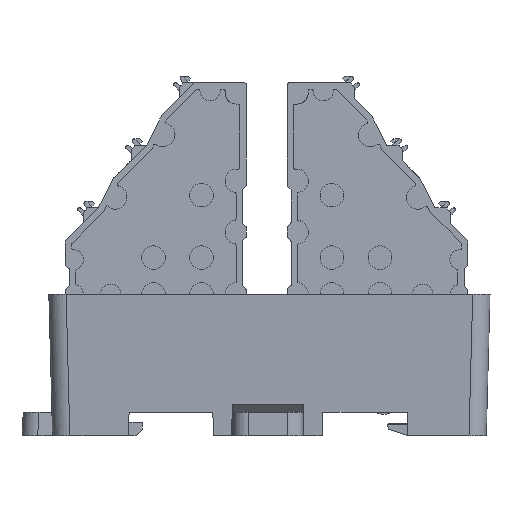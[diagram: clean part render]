
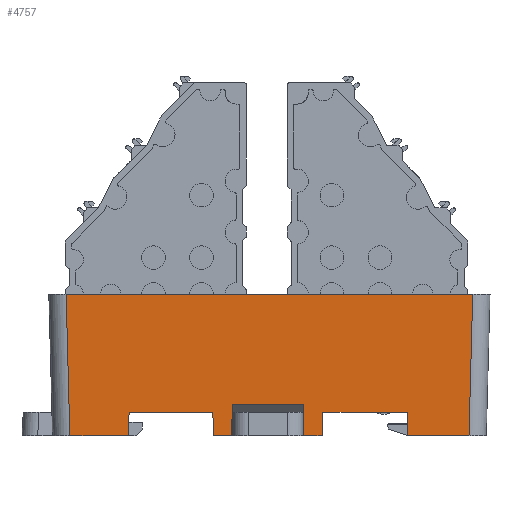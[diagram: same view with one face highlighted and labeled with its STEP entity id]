
A CAD part, left-side view. The second image highlights one B-rep face of the part: STEP entity #4757.
In plain terms, the highlighted planar face has unit normal (-1, 0, -0.026).
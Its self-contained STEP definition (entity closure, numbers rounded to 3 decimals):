
#3000=FACE_OUTER_BOUND('',#8787,.T.);
#4757=ADVANCED_FACE('',(#3000),#6571,.T.);
#6571=PLANE('',#36587);
#8787=EDGE_LOOP('',(#11192,#11193,#11194,#11195,#11196,#11197,#11198,#11199,
#11200,#11201,#11202,#11203,#11204,#11205,#11206,#11207));
#11192=ORIENTED_EDGE('',*,*,#24793,.T.);
#11193=ORIENTED_EDGE('',*,*,#24778,.T.);
#11194=ORIENTED_EDGE('',*,*,#24794,.T.);
#11195=ORIENTED_EDGE('',*,*,#24795,.T.);
#11196=ORIENTED_EDGE('',*,*,#24796,.T.);
#11197=ORIENTED_EDGE('',*,*,#24797,.F.);
#11198=ORIENTED_EDGE('',*,*,#24798,.T.);
#11199=ORIENTED_EDGE('',*,*,#24799,.T.);
#11200=ORIENTED_EDGE('',*,*,#24800,.F.);
#11201=ORIENTED_EDGE('',*,*,#24704,.T.);
#11202=ORIENTED_EDGE('',*,*,#24801,.F.);
#11203=ORIENTED_EDGE('',*,*,#24802,.T.);
#11204=ORIENTED_EDGE('',*,*,#24803,.F.);
#11205=ORIENTED_EDGE('',*,*,#24804,.T.);
#11206=ORIENTED_EDGE('',*,*,#24805,.F.);
#11207=ORIENTED_EDGE('',*,*,#24806,.T.);
#21188=VERTEX_POINT('',#48434);
#21189=VERTEX_POINT('',#48435);
#21251=VERTEX_POINT('',#48585);
#21252=VERTEX_POINT('',#48587);
#21266=VERTEX_POINT('',#48617);
#21267=VERTEX_POINT('',#48619);
#21268=VERTEX_POINT('',#48621);
#21269=VERTEX_POINT('',#48623);
#21270=VERTEX_POINT('',#48625);
#21271=VERTEX_POINT('',#48627);
#21272=VERTEX_POINT('',#48629);
#21273=VERTEX_POINT('',#48632);
#21274=VERTEX_POINT('',#48634);
#21275=VERTEX_POINT('',#48636);
#21276=VERTEX_POINT('',#48638);
#21277=VERTEX_POINT('',#48640);
#24704=EDGE_CURVE('',#21188,#21189,#29806,.T.);
#24778=EDGE_CURVE('',#21252,#21251,#29878,.T.);
#24793=EDGE_CURVE('',#21266,#21252,#29893,.T.);
#24794=EDGE_CURVE('',#21251,#21267,#29894,.T.);
#24795=EDGE_CURVE('',#21267,#21268,#29895,.T.);
#24796=EDGE_CURVE('',#21268,#21269,#29896,.T.);
#24797=EDGE_CURVE('',#21270,#21269,#29897,.T.);
#24798=EDGE_CURVE('',#21270,#21271,#29898,.T.);
#24799=EDGE_CURVE('',#21271,#21272,#29899,.T.);
#24800=EDGE_CURVE('',#21188,#21272,#29900,.T.);
#24801=EDGE_CURVE('',#21273,#21189,#29901,.T.);
#24802=EDGE_CURVE('',#21273,#21274,#29902,.T.);
#24803=EDGE_CURVE('',#21275,#21274,#29903,.T.);
#24804=EDGE_CURVE('',#21275,#21276,#29904,.T.);
#24805=EDGE_CURVE('',#21277,#21276,#29905,.T.);
#24806=EDGE_CURVE('',#21277,#21266,#29906,.T.);
#29806=LINE('',#48433,#33215);
#29878=LINE('',#48586,#33287);
#29893=LINE('',#48616,#33302);
#29894=LINE('',#48618,#33303);
#29895=LINE('',#48620,#33304);
#29896=LINE('',#48622,#33305);
#29897=LINE('',#48624,#33306);
#29898=LINE('',#48626,#33307);
#29899=LINE('',#48628,#33308);
#29900=LINE('',#48630,#33309);
#29901=LINE('',#48631,#33310);
#29902=LINE('',#48633,#33311);
#29903=LINE('',#48635,#33312);
#29904=LINE('',#48637,#33313);
#29905=LINE('',#48639,#33314);
#29906=LINE('',#48641,#33315);
#33215=VECTOR('',#39429,1.);
#33287=VECTOR('',#39535,1.);
#33302=VECTOR('',#39552,1.);
#33303=VECTOR('',#39553,1.);
#33304=VECTOR('',#39554,1.);
#33305=VECTOR('',#39555,1.);
#33306=VECTOR('',#39556,1.);
#33307=VECTOR('',#39557,1.);
#33308=VECTOR('',#39558,1.);
#33309=VECTOR('',#39559,1.);
#33310=VECTOR('',#39560,1.);
#33311=VECTOR('',#39561,1.);
#33312=VECTOR('',#39562,1.);
#33313=VECTOR('',#39563,1.);
#33314=VECTOR('',#39564,1.);
#33315=VECTOR('',#39565,1.);
#36587=AXIS2_PLACEMENT_3D('',#48642,#39566,#39567);
#39429=DIRECTION('',(0.,-1.,0.));
#39535=DIRECTION('',(0.,-1.,0.));
#39552=DIRECTION('',(-0.026,-0.035,0.999));
#39553=DIRECTION('',(0.026,-0.017,-1.));
#39554=DIRECTION('',(0.,-1.,0.));
#39555=DIRECTION('',(-0.026,-0.026,0.999));
#39556=DIRECTION('',(0.,-1.,0.));
#39557=DIRECTION('',(0.026,-0.026,-0.999));
#39558=DIRECTION('',(0.,-1.,0.));
#39559=DIRECTION('',(0.026,0.017,-1.));
#39560=DIRECTION('',(-0.026,0.035,0.999));
#39561=DIRECTION('',(0.,-1.,0.));
#39562=DIRECTION('',(0.026,0.009,-1.));
#39563=DIRECTION('',(0.,-1.,0.));
#39564=DIRECTION('',(-0.026,0.009,1.));
#39565=DIRECTION('',(0.,-1.,0.));
#39566=DIRECTION('',(-1.,0.,-0.026));
#39567=DIRECTION('',(-0.026,0.,1.));
#48433=CARTESIAN_POINT('',(-39.057,420.199,175.));
#48434=CARTESIAN_POINT('',(-39.057,437.849,175.));
#48435=CARTESIAN_POINT('',(-39.057,427.199,175.));
#48585=CARTESIAN_POINT('',(-39.057,402.449,175.));
#48586=CARTESIAN_POINT('',(-39.057,420.199,175.));
#48587=CARTESIAN_POINT('',(-39.057,413.199,175.));
#48616=CARTESIAN_POINT('',(-39.444,412.684,189.753));
#48617=CARTESIAN_POINT('',(-38.979,413.304,172.));
#48618=CARTESIAN_POINT('',(-39.458,402.716,190.294));
#48619=CARTESIAN_POINT('',(-38.979,402.397,172.));
#48620=CARTESIAN_POINT('',(-38.979,419.699,172.));
#48621=CARTESIAN_POINT('',(-38.979,394.62,172.));
#48622=CARTESIAN_POINT('',(-39.433,394.166,189.34));
#48623=CARTESIAN_POINT('',(-39.45,394.148,190.));
#48624=CARTESIAN_POINT('',(-39.45,419.699,190.));
#48625=CARTESIAN_POINT('',(-39.45,445.85,190.));
#48626=CARTESIAN_POINT('',(-39.433,445.833,189.34));
#48627=CARTESIAN_POINT('',(-38.979,445.378,172.));
#48628=CARTESIAN_POINT('',(-38.979,420.199,172.));
#48629=CARTESIAN_POINT('',(-38.979,437.901,172.));
#48630=CARTESIAN_POINT('',(-39.026,437.87,173.796));
#48631=CARTESIAN_POINT('',(-39.026,427.157,173.798));
#48632=CARTESIAN_POINT('',(-38.979,427.094,172.));
#48633=CARTESIAN_POINT('',(-38.979,420.199,172.));
#48634=CARTESIAN_POINT('',(-38.979,424.775,172.));
#48635=CARTESIAN_POINT('',(-39.451,424.618,190.04));
#48636=CARTESIAN_POINT('',(-39.083,424.74,176.));
#48637=CARTESIAN_POINT('',(-39.083,419.699,176.));
#48638=CARTESIAN_POINT('',(-39.083,415.658,176.));
#48639=CARTESIAN_POINT('',(-39.451,415.78,190.032));
#48640=CARTESIAN_POINT('',(-38.979,415.623,172.));
#48641=CARTESIAN_POINT('',(-38.979,420.199,172.));
#48642=CARTESIAN_POINT('',(-39.45,419.699,189.997));
